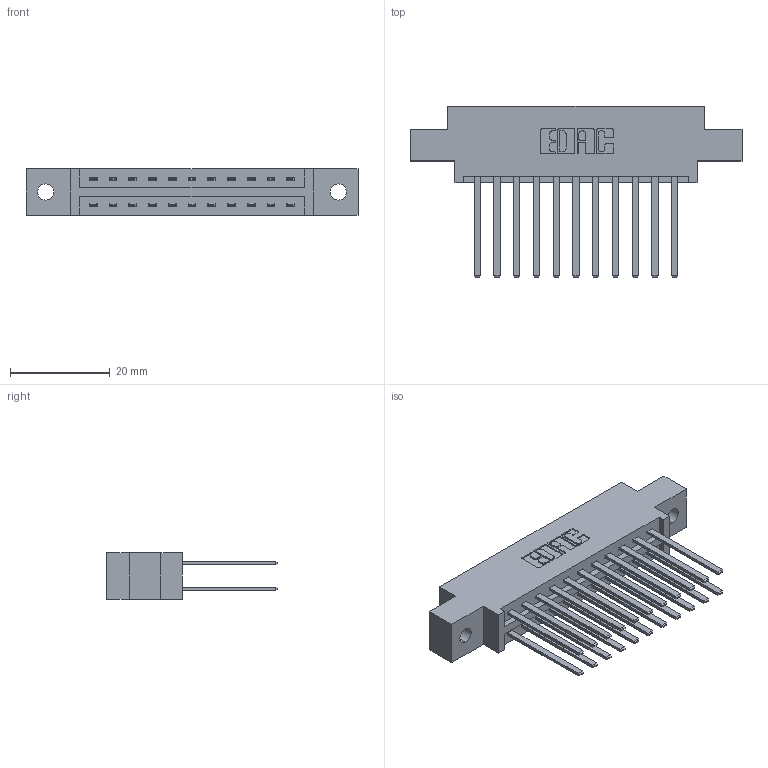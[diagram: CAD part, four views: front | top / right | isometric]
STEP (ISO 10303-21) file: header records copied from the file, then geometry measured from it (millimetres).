
FILE_DESCRIPTION (( 'STEP AP203' ), '1' );
FILE_NAME ('387-022-544-802.STEP', '2019-10-16T17:01:58', ( '' ), ( '' ), 'SwSTEP 2.0', 'SolidWorks 2016', '' );
FILE_SCHEMA (( 'CONFIG_CONTROL_DESIGN' ));
Length unit declared in the file: inch
Products named in the file (3): 387-022-544-802; 337 Part_0.170 Offset - 0.128 Dia; 345-292-001_345-293-144
Assembly tree (23 placements, depth 2):
  387-022-544-802
    337 Part_0.170 Offset - 0.128 Dia
    345-292-001_345-293-144  x22
Bounding box: 66.6 x 34.3 x 9.4 mm (x, y, z)
Volume: 6760.3 mm3; surface area: 8184 mm2
Topology: 23 solids, 23 shells, 1174 faces, 3469 edges, 2282 vertices
Faces by surface type: plane 822, cylinder 352
Entity records: 12489 total; most frequent: CARTESIAN_POINT 2130, ORIENTED_EDGE 2066, DIRECTION 1865, EDGE_CURVE 1033, VECTOR 909, LINE 909, VERTEX_POINT 686, AXIS2_PLACEMENT_3D 478
